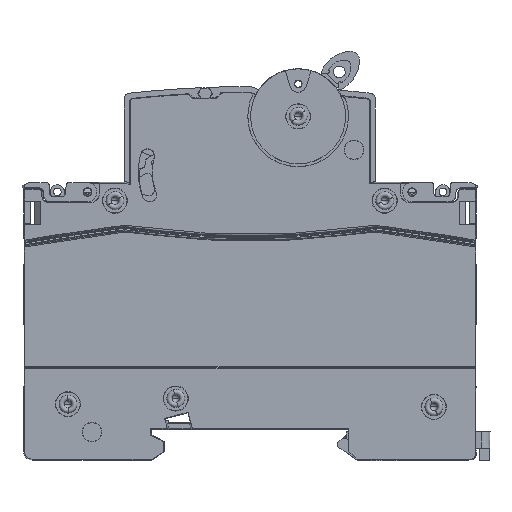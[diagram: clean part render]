
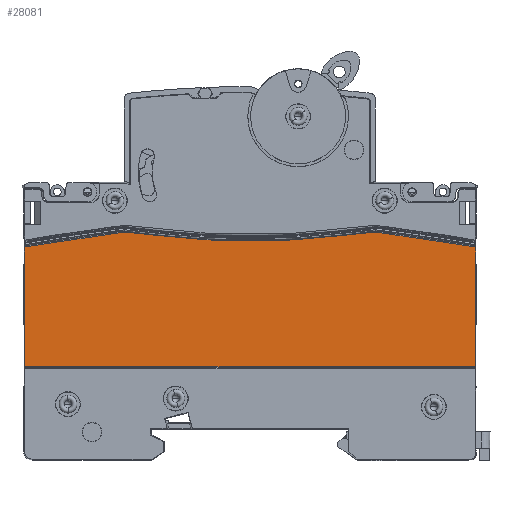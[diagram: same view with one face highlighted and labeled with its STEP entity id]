
A CAD part, top view. The second image highlights one B-rep face of the part: STEP entity #28081.
In plain terms, the highlighted planar face has unit normal (0, 0, 1).
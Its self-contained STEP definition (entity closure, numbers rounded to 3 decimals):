
#48 = EDGE_CURVE ( 'NONE', #60739, #68339, #45628, .T. ) ;
#689 = CARTESIAN_POINT ( 'NONE',  ( -48.952, -44.8, 5.9 ) ) ;
#5670 = B_SPLINE_CURVE_WITH_KNOTS ( 'NONE', 3,
 ( #10672, #43568, #74877, #83883 ),
 .UNSPECIFIED., .F., .F.,
 ( 4, 4 ),
 ( 0.008, 1. ),
 .UNSPECIFIED. ) ;
#8443 = FACE_OUTER_BOUND ( 'NONE', #84899, .T. ) ;
#9247 = CARTESIAN_POINT ( 'NONE',  ( 4.851, -44.8, 5.9 ) ) ;
#10672 = CARTESIAN_POINT ( 'NONE',  ( 31.752, -23.376, 5.9 ) ) ;
#11437 = EDGE_CURVE ( 'NONE', #31043, #92390, #61277, .T. ) ;
#11564 = VECTOR ( 'NONE', #53603, 1000. ) ;
#12031 = ORIENTED_EDGE ( 'NONE', *, *, #24821, .T. ) ;
#12377 = CARTESIAN_POINT ( 'NONE',  ( -23.643, -21.766, 5.9 ) ) ;
#13305 = ORIENTED_EDGE ( 'NONE', *, *, #11437, .T. ) ;
#17444 = DIRECTION ( 'NONE',  ( 0., 0., 1. ) ) ;
#17929 = B_SPLINE_CURVE_WITH_KNOTS ( 'NONE', 3,
 ( #90968, #27259, #68123, #100474 ),
 .UNSPECIFIED., .F., .F.,
 ( 4, 4 ),
 ( 0., 0.992 ),
 .UNSPECIFIED. ) ;
#20851 = CARTESIAN_POINT ( 'NONE',  ( 13.91, -20.698, 5.9 ) ) ;
#21245 = ORIENTED_EDGE ( 'NONE', *, *, #48, .T. ) ;
#24060 = CARTESIAN_POINT ( 'NONE',  ( -48.952, -23.376, 5.9 ) ) ;
#24821 = EDGE_CURVE ( 'NONE', #81002, #35132, #96325, .T. ) ;
#27259 = CARTESIAN_POINT ( 'NONE',  ( -37.095, -21.338, 5.9 ) ) ;
#27518 = CARTESIAN_POINT ( 'NONE',  ( -31.11, -20.698, 5.9 ) ) ;
#27774 = CARTESIAN_POINT ( 'NONE',  ( -1.06, -22.3, 5.9 ) ) ;
#28081 = ADVANCED_FACE ( 'NONE', ( #8443 ), #98618, .T. ) ;
#28296 = CARTESIAN_POINT ( 'NONE',  ( -16.14, -22.3, 5.9 ) ) ;
#31043 = VERTEX_POINT ( 'NONE', #65006 ) ;
#33354 = CARTESIAN_POINT ( 'NONE',  ( 0., 0., 5.9 ) ) ;
#35132 = VERTEX_POINT ( 'NONE', #37112 ) ;
#37112 = CARTESIAN_POINT ( 'NONE',  ( 31.752, -23.376, 5.9 ) ) ;
#38338 = AXIS2_PLACEMENT_3D ( 'NONE', #33354, #17444, #81110 ) ;
#41103 = DIRECTION ( 'NONE',  ( 0., 1., 0. ) ) ;
#43568 = CARTESIAN_POINT ( 'NONE',  ( 25.843, -22.23, 5.9 ) ) ;
#45628 = LINE ( 'NONE', #46137, #11564 ) ;
#46137 = CARTESIAN_POINT ( 'NONE',  ( -48.952, -191.7, 5.9 ) ) ;
#53603 = DIRECTION ( 'NONE',  ( 0., -1., 0. ) ) ;
#57554 = ORIENTED_EDGE ( 'NONE', *, *, #78006, .T. ) ;
#60739 = VERTEX_POINT ( 'NONE', #24060 ) ;
#61277 = B_SPLINE_CURVE_WITH_KNOTS ( 'NONE', 3,
 ( #20851, #86111, #27774, #28296, #12377, #62240 ),
 .UNSPECIFIED., .F., .F.,
 ( 4, 2, 4 ),
 ( 0., 0.5, 1. ),
 .UNSPECIFIED. ) ;
#62240 = CARTESIAN_POINT ( 'NONE',  ( -31.11, -20.698, 5.9 ) ) ;
#63971 = CARTESIAN_POINT ( 'NONE',  ( 31.752, -44.8, 5.9 ) ) ;
#65006 = CARTESIAN_POINT ( 'NONE',  ( 13.91, -20.698, 5.9 ) ) ;
#66012 = CARTESIAN_POINT ( 'NONE',  ( -22.051, -44.8, 5.9 ) ) ;
#68123 = CARTESIAN_POINT ( 'NONE',  ( -43.043, -22.23, 5.9 ) ) ;
#68339 = VERTEX_POINT ( 'NONE', #689 ) ;
#71466 = VECTOR ( 'NONE', #41103, 1000. ) ;
#71887 = CARTESIAN_POINT ( 'NONE',  ( -48.952, -44.8, 5.9 ) ) ;
#72923 = CARTESIAN_POINT ( 'NONE',  ( 31.752, -44.8, 5.9 ) ) ;
#74877 = CARTESIAN_POINT ( 'NONE',  ( 19.895, -21.338, 5.9 ) ) ;
#77431 = EDGE_CURVE ( 'NONE', #68339, #81002, #100776, .T. ) ;
#78006 = EDGE_CURVE ( 'NONE', #35132, #31043, #5670, .T. ) ;
#81002 = VERTEX_POINT ( 'NONE', #63971 ) ;
#81110 = DIRECTION ( 'NONE',  ( 1., 0., 0. ) ) ;
#83883 = CARTESIAN_POINT ( 'NONE',  ( 13.91, -20.698, 5.9 ) ) ;
#84899 = EDGE_LOOP ( 'NONE', ( #21245, #93099, #12031, #57554, #13305, #89141 ) ) ;
#86111 = CARTESIAN_POINT ( 'NONE',  ( 6.444, -21.766, 5.9 ) ) ;
#87840 = CARTESIAN_POINT ( 'NONE',  ( 31.752, -191.7, 5.9 ) ) ;
#89141 = ORIENTED_EDGE ( 'NONE', *, *, #92053, .T. ) ;
#90968 = CARTESIAN_POINT ( 'NONE',  ( -31.11, -20.698, 5.9 ) ) ;
#92053 = EDGE_CURVE ( 'NONE', #92390, #60739, #17929, .T. ) ;
#92390 = VERTEX_POINT ( 'NONE', #27518 ) ;
#93099 = ORIENTED_EDGE ( 'NONE', *, *, #77431, .T. ) ;
#96325 = LINE ( 'NONE', #87840, #71466 ) ;
#98618 = PLANE ( 'NONE',  #38338 ) ;
#100474 = CARTESIAN_POINT ( 'NONE',  ( -48.952, -23.376, 5.9 ) ) ;
#100776 = B_SPLINE_CURVE_WITH_KNOTS ( 'NONE', 3,
 ( #71887, #66012, #9247, #72923 ),
 .UNSPECIFIED., .F., .F.,
 ( 4, 4 ),
 ( 0.002, 0.998 ),
 .UNSPECIFIED. ) ;
